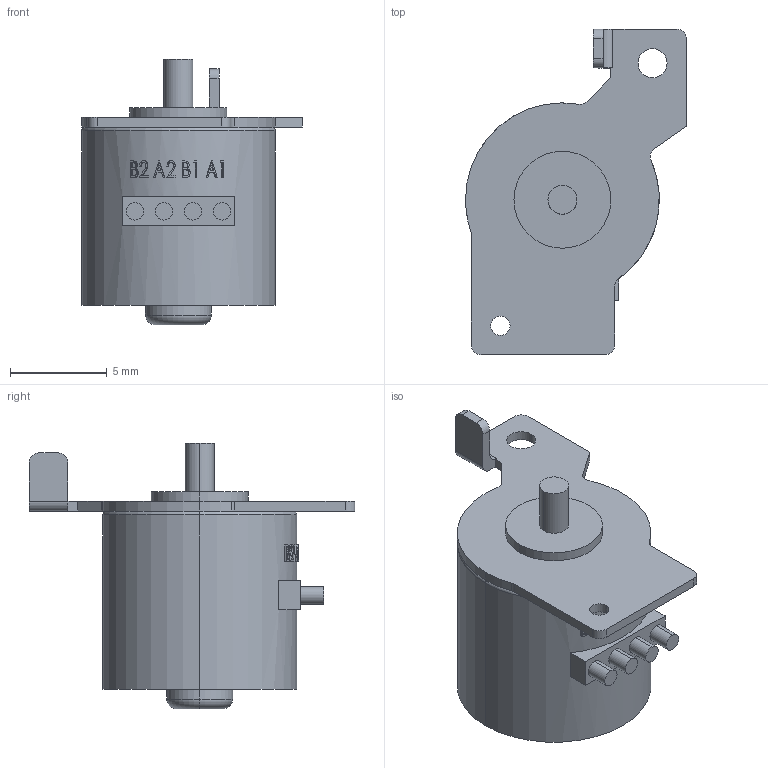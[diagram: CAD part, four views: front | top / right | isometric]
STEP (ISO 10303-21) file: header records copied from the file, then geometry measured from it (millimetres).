
FILE_DESCRIPTION (( 'STEP AP214' ), '1' );
FILE_NAME ('StepMotor_9.6x10mm - SMMY5B7P, SMMP5A8P.STEP', '2023-06-18T05:20:53', ( 'Elessar' ), ( '' ), 'SwSTEP 2.0', 'SolidWorks 2018', '' );
FILE_SCHEMA (( 'AUTOMOTIVE_DESIGN' ));
Length unit declared in the file: millimetre
Products named in the file (1): StepMotor_9.6x10mm - SMMY5B7P, SMMP5A8P
Bounding box: 11.4 x 16.8 x 13.7 mm (x, y, z)
Volume: 817.5 mm3; surface area: 651.5 mm2
Topology: 1 solids, 1 shells, 177 faces, 449 edges, 298 vertices
Faces by surface type: plane 74, cylinder 49, bspline 48, torus 6
Entity records: 8746 total; most frequent: CARTESIAN_POINT 3101, ORIENTED_EDGE 898, DIRECTION 697, EDGE_CURVE 449, VERTEX_POINT 298, AXIS2_PLACEMENT_3D 284, EDGE_LOOP 205, FACE_OUTER_BOUND 177
